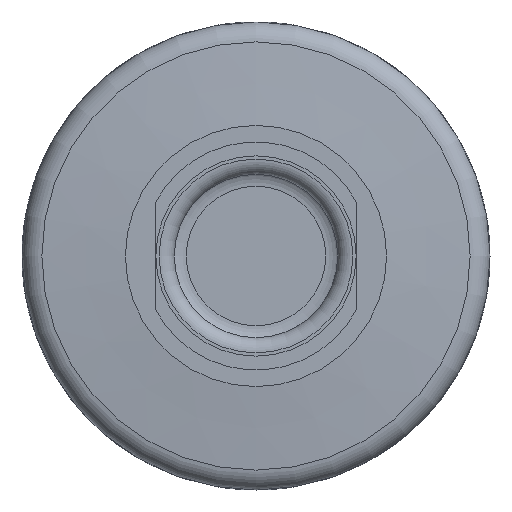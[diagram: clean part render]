
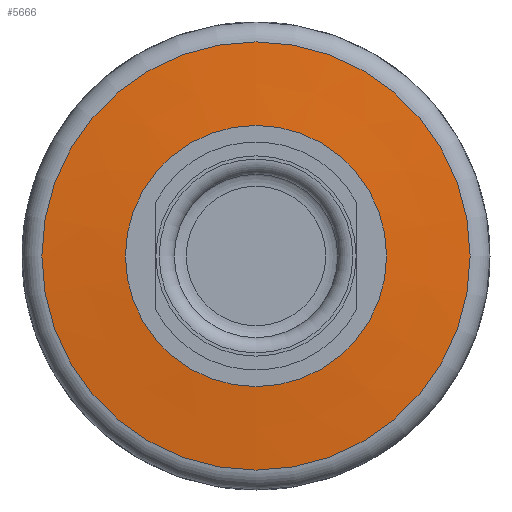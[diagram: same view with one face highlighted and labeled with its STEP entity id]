
A CAD part, front view. The second image highlights one B-rep face of the part: STEP entity #5666.
In plain terms, the highlighted conical face has half-angle 85 degrees and reference radius 19.674 mm.
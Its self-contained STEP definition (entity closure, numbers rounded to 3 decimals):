
#20=CONICAL_SURFACE('',#5975,19.674,1.484);
#387=CIRCLE('',#5974,19.674);
#388=CIRCLE('',#5976,12.);
#666=ORIENTED_EDGE('',*,*,#1871,.F.);
#667=ORIENTED_EDGE('',*,*,#1870,.T.);
#1870=EDGE_CURVE('',#2475,#2475,#387,.T.);
#1871=EDGE_CURVE('',#2476,#2476,#388,.T.);
#2475=VERTEX_POINT('',#8122);
#2476=VERTEX_POINT('',#8125);
#3313=EDGE_LOOP('',(#666));
#3314=EDGE_LOOP('',(#667));
#3597=FACE_BOUND('',#3313,.T.);
#3598=FACE_BOUND('',#3314,.T.);
#5666=ADVANCED_FACE('',(#3597,#3598),#20,.T.);
#5974=AXIS2_PLACEMENT_3D('',#8121,#6464,#6465);
#5975=AXIS2_PLACEMENT_3D('',#8123,#6466,#6467);
#5976=AXIS2_PLACEMENT_3D('',#8124,#6468,#6469);
#6464=DIRECTION('',(0.,-1.,0.));
#6465=DIRECTION('',(0.,0.,-1.));
#6466=DIRECTION('',(0.,1.,0.));
#6467=DIRECTION('',(0.,0.,1.));
#6468=DIRECTION('',(0.,-1.,0.));
#6469=DIRECTION('',(0.,0.,-1.));
#8121=CARTESIAN_POINT('',(0.,11.171,0.));
#8122=CARTESIAN_POINT('',(0.,11.171,-19.674));
#8123=CARTESIAN_POINT('',(0.,11.171,0.));
#8124=CARTESIAN_POINT('',(0.,10.5,0.));
#8125=CARTESIAN_POINT('',(0.,10.5,-12.));
